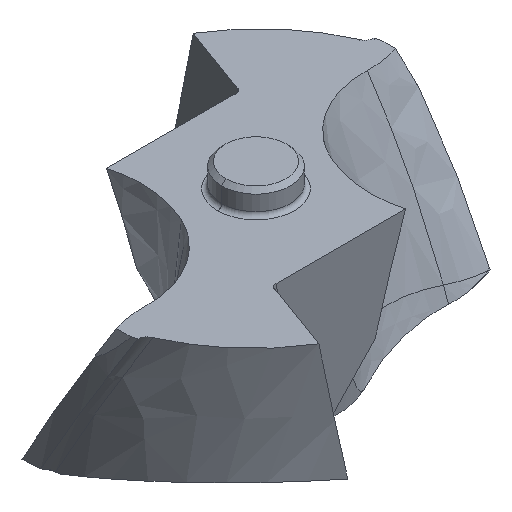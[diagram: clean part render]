
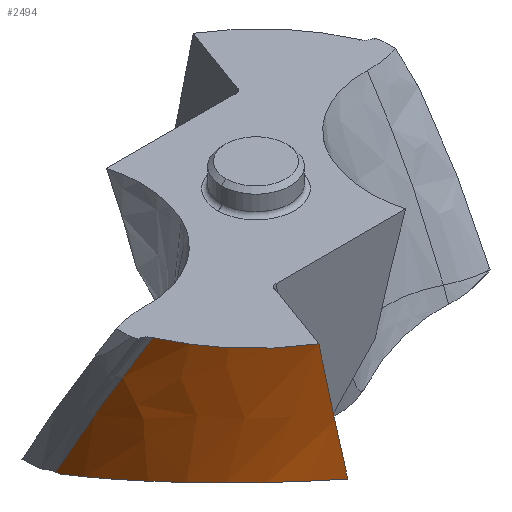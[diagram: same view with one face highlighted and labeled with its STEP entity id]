
A CAD part, isometric view. The second image highlights one B-rep face of the part: STEP entity #2494.
In plain terms, the highlighted free-form (B-spline) face has degree [3, 3] with [7, 5] control points.
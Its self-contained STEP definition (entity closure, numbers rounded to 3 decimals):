
#154=CARTESIAN_POINT('',(-3.724,-5.992,
0.));
#155=CARTESIAN_POINT('',(-4.246,-5.678,
0.));
#156=CARTESIAN_POINT('',(-5.381,-4.776,
0.));
#157=CARTESIAN_POINT('',(-6.192,-3.561,
0.));
#158=CARTESIAN_POINT('',(-6.523,-2.802,
0.));
#732=CARTESIAN_POINT('',(-7.099,0.155,
-5.398));
#751=CARTESIAN_POINT('',(-3.025,-6.343,
-4.404));
#752=CARTESIAN_POINT('',(-3.219,-6.253,
-4.368));
#753=CARTESIAN_POINT('',(-3.592,-6.058,
-4.308));
#754=CARTESIAN_POINT('',(-4.101,-5.737,
-4.247));
#755=CARTESIAN_POINT('',(-4.593,-5.364,
-4.213));
#756=CARTESIAN_POINT('',(-5.038,-4.961,
-4.207));
#757=CARTESIAN_POINT('',(-5.454,-4.514,
-4.228));
#758=CARTESIAN_POINT('',(-5.833,-4.027,
-4.279));
#759=CARTESIAN_POINT('',(-6.154,-3.531,
-4.355));
#760=CARTESIAN_POINT('',(-6.432,-3.01,
-4.455));
#761=CARTESIAN_POINT('',(-6.676,-2.432,
-4.59));
#762=CARTESIAN_POINT('',(-6.855,-1.882,
-4.738));
#763=CARTESIAN_POINT('',(-7.,-1.246,
-4.931));
#764=CARTESIAN_POINT('',(-7.079,-0.659,
-5.13));
#765=CARTESIAN_POINT('',(-7.101,-0.223,
-5.291));
#766=CARTESIAN_POINT('',(-7.101,0.,
-5.377));
#768=CARTESIAN_POINT('',(-7.101,0.,
-5.377));
#769=CARTESIAN_POINT('',(-7.101,0.017,
-5.38));
#770=CARTESIAN_POINT('',(-7.1,0.052,
-5.384));
#771=CARTESIAN_POINT('',(-7.1,0.103,
-5.391));
#772=CARTESIAN_POINT('',(-7.099,0.138,
-5.396));
#773=CARTESIAN_POINT('',(-7.099,0.155,
-5.398));
#775=CARTESIAN_POINT('',(-7.099,0.155,
-5.398));
#776=CARTESIAN_POINT('',(-7.117,-0.422,
-4.34));
#777=CARTESIAN_POINT('',(-7.016,-1.424,
-2.54));
#778=CARTESIAN_POINT('',(-6.693,-2.407,
-0.741));
#779=CARTESIAN_POINT('',(-6.523,-2.802,
0.));
#781=CARTESIAN_POINT('',(-3.724,-5.992,
0.));
#782=CARTESIAN_POINT('',(-3.668,-6.011,
-0.336));
#783=CARTESIAN_POINT('',(-3.562,-6.048,
-0.97));
#784=CARTESIAN_POINT('',(-3.424,-6.102,
-1.81));
#785=CARTESIAN_POINT('',(-3.306,-6.156,
-2.544));
#786=CARTESIAN_POINT('',(-3.203,-6.214,
-3.207));
#787=CARTESIAN_POINT('',(-3.11,-6.276,
-3.823));
#788=CARTESIAN_POINT('',(-3.053,-6.32,
-4.214));
#789=CARTESIAN_POINT('',(-3.025,-6.343,
-4.404));
#941=CARTESIAN_POINT('',(-3.724,-5.992,
0.));
#942=VERTEX_POINT('',#941);
#943=VERTEX_POINT('',#158);
#974=CARTESIAN_POINT('',(-7.101,0.,
-5.377));
#975=VERTEX_POINT('',#974);
#976=VERTEX_POINT('',#751);
#991=VERTEX_POINT('',#732);
#2450=CARTESIAN_POINT('',(-3.328,-6.267,
-5.453));
#2451=CARTESIAN_POINT('',(-2.901,-6.404,
-4.376));
#2452=CARTESIAN_POINT('',(-2.038,-6.662,
-2.541));
#2453=CARTESIAN_POINT('',(-0.942,-6.899,
-0.707));
#2454=CARTESIAN_POINT('',(-0.451,-6.986,
0.051));
#2455=CARTESIAN_POINT('',(-3.411,-6.223,
-5.453));
#2456=CARTESIAN_POINT('',(-2.986,-6.368,
-4.376));
#2457=CARTESIAN_POINT('',(-2.126,-6.639,
-2.541));
#2458=CARTESIAN_POINT('',(-1.033,-6.889,
-0.707));
#2459=CARTESIAN_POINT('',(-0.543,-6.982,
0.051));
#2460=CARTESIAN_POINT('',(-4.23,-5.768,
-5.453));
#2461=CARTESIAN_POINT('',(-3.825,-5.99,
-4.376));
#2462=CARTESIAN_POINT('',(-2.998,-6.393,
-2.541));
#2463=CARTESIAN_POINT('',(-1.939,-6.774,
-0.707));
#2464=CARTESIAN_POINT('',(-1.463,-6.921,
0.051));
#2465=CARTESIAN_POINT('',(-5.608,-4.596,
-5.453));
#2466=CARTESIAN_POINT('',(-5.268,-4.957,
-4.376));
#2467=CARTESIAN_POINT('',(-4.555,-5.594,
-2.541));
#2468=CARTESIAN_POINT('',(-3.609,-6.212,
-0.707));
#2469=CARTESIAN_POINT('',(-3.18,-6.456,
0.051));
#2470=CARTESIAN_POINT('',(-6.873,-2.329,
-5.453));
#2471=CARTESIAN_POINT('',(-6.692,-2.842,
-4.376));
#2472=CARTESIAN_POINT('',(-6.249,-3.74,
-2.541));
#2473=CARTESIAN_POINT('',(-5.573,-4.618,
-0.707));
#2474=CARTESIAN_POINT('',(-5.256,-4.97,
0.051));
#2475=CARTESIAN_POINT('',(-7.128,-0.607,
-5.453));
#2476=CARTESIAN_POINT('',(-7.082,-1.179,
-4.376));
#2477=CARTESIAN_POINT('',(-6.871,-2.176,
-2.541));
#2478=CARTESIAN_POINT('',(-6.427,-3.152,
-0.707));
#2479=CARTESIAN_POINT('',(-6.206,-3.545,
0.051));
#2480=CARTESIAN_POINT('',(-7.095,0.262,
-5.453));
#2481=CARTESIAN_POINT('',(-7.123,-0.326,
-4.376));
#2482=CARTESIAN_POINT('',(-7.034,-1.351,
-2.541));
#2483=CARTESIAN_POINT('',(-6.712,-2.355,
-0.707));
#2484=CARTESIAN_POINT('',(-6.541,-2.759,
0.051));
#2485=B_SPLINE_SURFACE_WITH_KNOTS('',3,3,((#2450,#2451,#2452,#2453,#2454),
(#2455,#2456,#2457,#2458,#2459),(#2460,#2461,#2462,#2463,#2464),(#2465,#2466,
#2467,#2468,#2469),(#2470,#2471,#2472,#2473,#2474),(#2475,#2476,#2477,#2478,
#2479),(#2480,#2481,#2482,#2483,#2484)),.UNSPECIFIED.,.F.,.F.,.F.,(4,1,1,1,4),
(4,1,4),(0.222,0.25,0.5,0.75,1.008),(
0.066,3.796,6.421),.UNSPECIFIED.);
#2486=ORIENTED_EDGE('',*,*,#1671,.T.);
#2487=ORIENTED_EDGE('',*,*,#1715,.T.);
#2488=ORIENTED_EDGE('',*,*,#2438,.T.);
#2489=ORIENTED_EDGE('',*,*,#1277,.F.);
#2491=ORIENTED_EDGE('',*,*,#2490,.T.);
#2492=EDGE_LOOP('',(#2486,#2487,#2488,#2489,#2491));
#2493=FACE_OUTER_BOUND('',#2492,.F.);
#159=B_SPLINE_CURVE_WITH_KNOTS('',3,(#154,#155,#156,#157,#158),.UNSPECIFIED.,
.F.,.F.,(4,1,4),(0.,0.424,1.),.UNSPECIFIED.);
#767=B_SPLINE_CURVE_WITH_KNOTS('',3,(#751,#752,#753,#754,#755,#756,#757,#758,
#759,#760,#761,#762,#763,#764,#765,#766),.UNSPECIFIED.,.F.,.F.,(4,1,1,1,1,1,1,1,
1,1,1,1,1,4),(0.,0.077,0.154,0.231,
0.308,0.385,0.462,0.538,
0.615,0.692,0.769,0.846,
0.923,1.),.UNSPECIFIED.);
#774=B_SPLINE_CURVE_WITH_KNOTS('',3,(#768,#769,#770,#771,#772,#773),
.UNSPECIFIED.,.F.,.F.,(4,1,1,4),(0.,0.333,0.667,1.),
.UNSPECIFIED.);
#780=B_SPLINE_CURVE_WITH_KNOTS('',3,(#775,#776,#777,#778,#779),.UNSPECIFIED.,
.F.,.F.,(4,1,4),(0.,0.588,1.),.UNSPECIFIED.);
#790=B_SPLINE_CURVE_WITH_KNOTS('',3,(#781,#782,#783,#784,#785,#786,#787,#788,
#789),.UNSPECIFIED.,.F.,.F.,(4,1,1,1,1,1,4),(0.,0.167,
0.333,0.5,0.667,0.833,1.),
.UNSPECIFIED.);
#1277=EDGE_CURVE('',#942,#943,#159,.T.);
#1671=EDGE_CURVE('',#976,#975,#767,.T.);
#1715=EDGE_CURVE('',#975,#991,#774,.T.);
#2438=EDGE_CURVE('',#991,#943,#780,.T.);
#2490=EDGE_CURVE('',#942,#976,#790,.T.);
#2494=ADVANCED_FACE('',(#2493),#2485,.F.);
